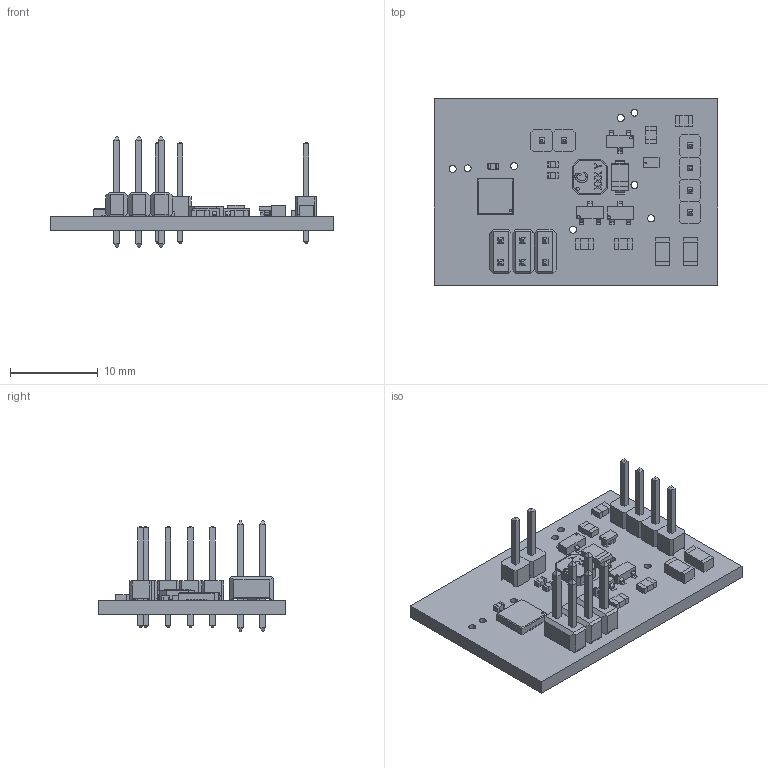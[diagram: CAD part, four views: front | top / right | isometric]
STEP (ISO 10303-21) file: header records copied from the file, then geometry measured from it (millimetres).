
FILE_DESCRIPTION(/* description */ (''),/* implementation_level */ '2;1');
FILE_NAME(/* name */ 'Dual-Stage-Piezoelectric-Driver v8.step',/* time_stamp */ '2020-11-26T14:52:59-07:00',/* author */ (''),/* organization */ (''),/* preprocessor_version */ 'ST-DEVELOPER v18.1',/* originating_system */ 'Autodesk Translation Framework v9.3.0.1241',/* authorisation */ '');
FILE_SCHEMA (('AUTOMOTIVE_DESIGN { 1 0 10303 214 3 1 1 }'));
Length unit declared in the file: millimetre
Products named in the file (22): Dual-Stage-Piezoelectric-Driver; Packages; R0805; C0402; CU_LOGO; DUAL-STAGE-HARDWARE-REPOSITORY; DUAL-STAGE-SOFTWARE-REPOSITORY; L0603; QFN20; SOT-23; C1206; 1X02; PinArray; BodyArray; 1X04; PinArray (1); BodyArray (1); 2X03; header2x3; pin; LPR4012-223LMR; SOD-123FL
Assembly tree (37 placements, depth 4):
  Dual-Stage-Piezoelectric-Driver
    Packages
      C0402  x3
      R0805  x4
      CU_LOGO  x2
      DUAL-STAGE-HARDWARE-REPOSITORY  x2
      DUAL-STAGE-SOFTWARE-REPOSITORY  x2
      L0603
      QFN20
      SOT-23  x3
      C1206  x2
      1X02
        PinArray
        BodyArray
      1X04
        PinArray (1)
        BodyArray (1)
      2X03
        header2x3
        pin  x6
      LPR4012-223LMR
      SOD-123FL
Bounding box: 32.37 x 21.26 x 12.7 mm (x, y, z)
Volume: 1374.9 mm3; surface area: 2705.3 mm2
Topology: 46 solids, 46 shells, 1204 faces, 2932 edges, 1846 vertices
Faces by surface type: plane 934, cylinder 177, sphere 48, bspline 45
Full cylindrical faces by diameter (mm): 0.14 x1, 0.3 x4, 0.8 x8, 1.016 x12
Entity records: 28292 total; most frequent: CARTESIAN_POINT 6166, ORIENTED_EDGE 4372, DIRECTION 4110, EDGE_CURVE 2186, LINE 1874, VECTOR 1874, VERTEX_POINT 1394, AXIS2_PLACEMENT_3D 1118
